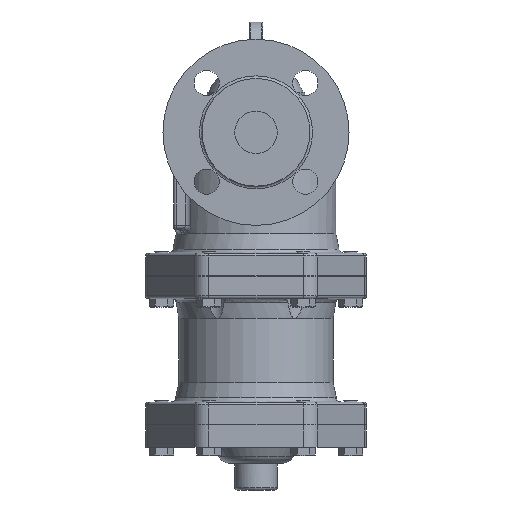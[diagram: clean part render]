
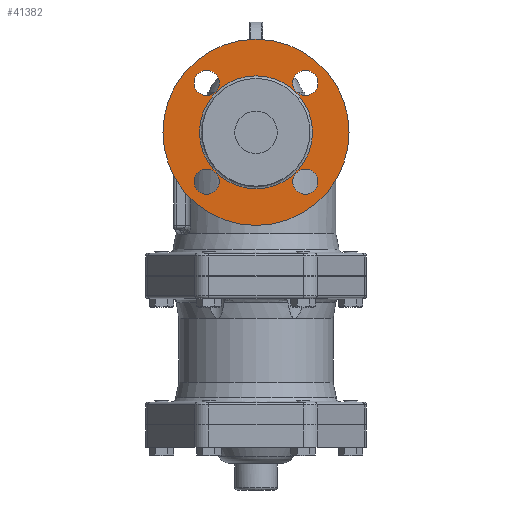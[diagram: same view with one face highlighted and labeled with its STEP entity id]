
A CAD part, left-side view. The second image highlights one B-rep face of the part: STEP entity #41382.
In plain terms, the highlighted free-form (B-spline) face has degree [1, 1] with [2, 2] control points.
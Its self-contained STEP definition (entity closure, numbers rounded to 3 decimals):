
#41304=CARTESIAN_POINT('',(-107.5,0.0,150.5));
#41305=VERTEX_POINT('',#41304);
#41306=CARTESIAN_POINT('',(-107.5,0.0,108.0));
#41307=DIRECTION('',(-1.0,0.0,0.0));
#41308=DIRECTION('',(0.0,0.0,-1.0));
#41309=AXIS2_PLACEMENT_3D('',#41306,#41307,#41308);
#41310=CIRCLE('',#41309,42.5);
#41311=EDGE_CURVE('',#41305,#41305,#41310,.T.);
#41319=CARTESIAN_POINT('',(-107.5,70.0,178.0));
#41320=CARTESIAN_POINT('',(-107.5,70.0,38.0));
#41321=CARTESIAN_POINT('',(-107.5,-70.0,178.0));
#41322=CARTESIAN_POINT('',(-107.5,-70.0,38.0));
#41323=B_SPLINE_SURFACE_WITH_KNOTS('',1,1,((#41319,#41321),(#41320,#41322)),.UNSPECIFIED.,.F.,.F.,.U.,(2,2),(2,2),(0.0,140.0),(0.0,140.0),.UNSPECIFIED.);
#41324=CARTESIAN_POINT('',(-107.5,0.0,178.0));
#41325=VERTEX_POINT('',#41324);
#41326=CARTESIAN_POINT('',(-107.5,0.0,108.0));
#41327=DIRECTION('',(-1.0,0.0,0.0));
#41328=DIRECTION('',(0.0,0.0,1.0));
#41329=AXIS2_PLACEMENT_3D('',#41326,#41327,#41328);
#41330=CIRCLE('',#41329,70.0);
#41331=EDGE_CURVE('',#41325,#41325,#41330,.T.);
#41332=ORIENTED_EDGE('',*,*,#41331,.T.);
#41333=EDGE_LOOP('',(#41332));
#41334=FACE_OUTER_BOUND('',#41333,.T.);
#41335=CARTESIAN_POINT('',(-107.5,-27.623,70.877));
#41336=VERTEX_POINT('',#41335);
#41337=CARTESIAN_POINT('',(-107.5,-37.123,70.877));
#41338=DIRECTION('',(1.0,0.0,0.0));
#41339=DIRECTION('',(0.0,1.0,0.0));
#41340=AXIS2_PLACEMENT_3D('',#41337,#41338,#41339);
#41341=CIRCLE('',#41340,9.5);
#41342=EDGE_CURVE('',#41336,#41336,#41341,.T.);
#41343=ORIENTED_EDGE('',*,*,#41342,.T.);
#41344=EDGE_LOOP('',(#41343));
#41345=FACE_BOUND('',#41344,.T.);
#41346=CARTESIAN_POINT('',(-107.5,37.123,80.377));
#41347=VERTEX_POINT('',#41346);
#41348=CARTESIAN_POINT('',(-107.5,37.123,70.877));
#41349=DIRECTION('',(1.0,0.0,0.0));
#41350=DIRECTION('',(0.0,0.0,1.0));
#41351=AXIS2_PLACEMENT_3D('',#41348,#41349,#41350);
#41352=CIRCLE('',#41351,9.5);
#41353=EDGE_CURVE('',#41347,#41347,#41352,.T.);
#41354=ORIENTED_EDGE('',*,*,#41353,.T.);
#41355=EDGE_LOOP('',(#41354));
#41356=FACE_BOUND('',#41355,.T.);
#41357=CARTESIAN_POINT('',(-107.5,27.623,145.123));
#41358=VERTEX_POINT('',#41357);
#41359=CARTESIAN_POINT('',(-107.5,37.123,145.123));
#41360=DIRECTION('',(1.0,0.0,0.0));
#41361=DIRECTION('',(0.0,-1.0,0.0));
#41362=AXIS2_PLACEMENT_3D('',#41359,#41360,#41361);
#41363=CIRCLE('',#41362,9.5);
#41364=EDGE_CURVE('',#41358,#41358,#41363,.T.);
#41365=ORIENTED_EDGE('',*,*,#41364,.T.);
#41366=EDGE_LOOP('',(#41365));
#41367=FACE_BOUND('',#41366,.T.);
#41368=CARTESIAN_POINT('',(-107.5,-37.123,135.623));
#41369=VERTEX_POINT('',#41368);
#41370=CARTESIAN_POINT('',(-107.5,-37.123,145.123));
#41371=DIRECTION('',(1.0,0.0,0.0));
#41372=DIRECTION('',(0.0,0.0,-1.0));
#41373=AXIS2_PLACEMENT_3D('',#41370,#41371,#41372);
#41374=CIRCLE('',#41373,9.5);
#41375=EDGE_CURVE('',#41369,#41369,#41374,.T.);
#41376=ORIENTED_EDGE('',*,*,#41375,.T.);
#41377=EDGE_LOOP('',(#41376));
#41378=FACE_BOUND('',#41377,.T.);
#41379=ORIENTED_EDGE('',*,*,#41311,.F.);
#41380=EDGE_LOOP('',(#41379));
#41381=FACE_BOUND('',#41380,.T.);
#41382=ADVANCED_FACE('',(#41334,#41345,#41356,#41367,#41378,#41381),#41323,.T.);
